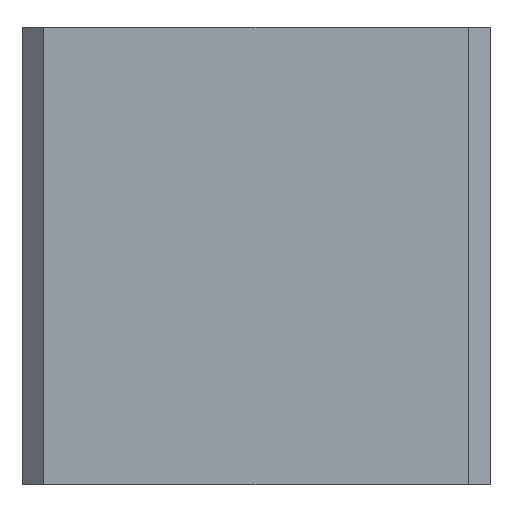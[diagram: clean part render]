
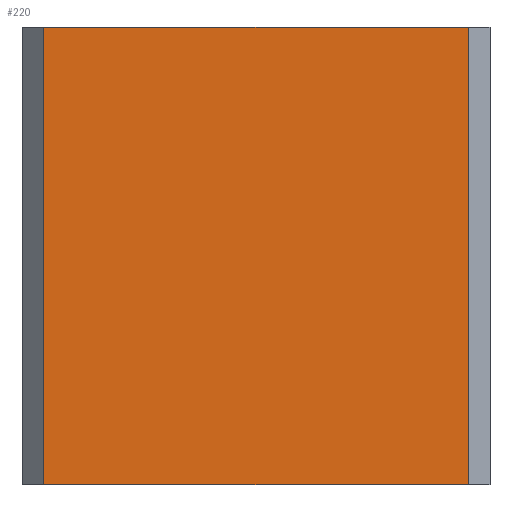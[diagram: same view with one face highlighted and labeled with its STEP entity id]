
A CAD part, front view. The second image highlights one B-rep face of the part: STEP entity #220.
In plain terms, the highlighted planar face has unit normal (0, -1, 0).
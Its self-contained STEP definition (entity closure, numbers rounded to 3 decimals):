
#19=FACE_OUTER_BOUND('',#31,.T.);
#31=EDGE_LOOP('',(#152,#153,#154,#155));
#45=LINE('',#326,#73);
#46=LINE('',#329,#74);
#47=LINE('',#331,#75);
#48=LINE('',#332,#76);
#73=VECTOR('',#266,10.);
#74=VECTOR('',#269,10.);
#75=VECTOR('',#270,10.);
#76=VECTOR('',#271,10.);
#98=VERTEX_POINT('',#319);
#101=VERTEX_POINT('',#324);
#102=VERTEX_POINT('',#328);
#103=VERTEX_POINT('',#330);
#121=EDGE_CURVE('',#101,#98,#45,.T.);
#122=EDGE_CURVE('',#102,#101,#46,.T.);
#123=EDGE_CURVE('',#103,#102,#47,.T.);
#124=EDGE_CURVE('',#98,#103,#48,.T.);
#152=ORIENTED_EDGE('',*,*,#121,.F.);
#153=ORIENTED_EDGE('',*,*,#122,.F.);
#154=ORIENTED_EDGE('',*,*,#123,.F.);
#155=ORIENTED_EDGE('',*,*,#124,.F.);
#209=PLANE('',#246);
#220=ADVANCED_FACE('',(#19),#209,.F.);
#246=AXIS2_PLACEMENT_3D('',#327,#267,#268);
#266=DIRECTION('',(0.,0.,1.));
#267=DIRECTION('center_axis',(0.,1.,0.));
#268=DIRECTION('ref_axis',(0.,0.,1.));
#269=DIRECTION('',(-1.,0.,0.));
#270=DIRECTION('',(0.,0.,-1.));
#271=DIRECTION('',(1.,0.,0.));
#319=CARTESIAN_POINT('',(-1.95,-89.152,47.99));
#324=CARTESIAN_POINT('',(-1.95,-89.152,43.787));
#326=CARTESIAN_POINT('',(-1.95,-89.152,44.192));
#327=CARTESIAN_POINT('Origin',(2.25,-89.152,43.787));
#328=CARTESIAN_POINT('',(1.95,-89.152,43.787));
#329=CARTESIAN_POINT('',(2.25,-89.152,43.787));
#330=CARTESIAN_POINT('',(1.95,-89.152,47.99));
#331=CARTESIAN_POINT('',(1.95,-89.152,44.192));
#332=CARTESIAN_POINT('',(0.,-89.152,47.99));
